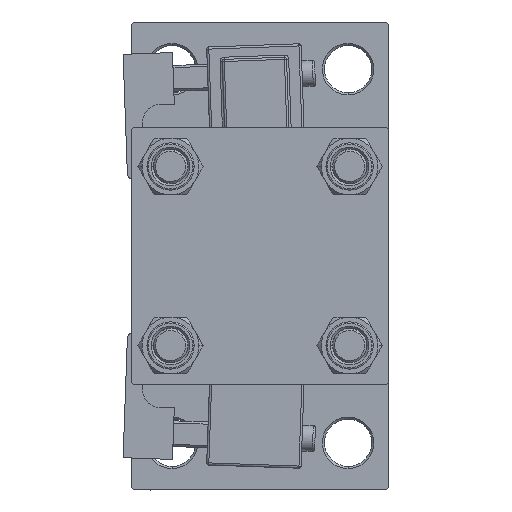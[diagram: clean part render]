
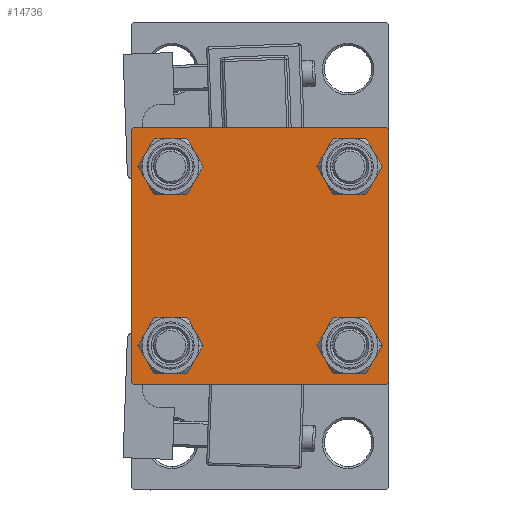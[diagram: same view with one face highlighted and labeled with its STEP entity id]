
A CAD part, left-side view. The second image highlights one B-rep face of the part: STEP entity #14736.
In plain terms, the highlighted planar face has unit normal (-1, 0, 0).
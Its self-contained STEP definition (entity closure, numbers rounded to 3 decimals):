
#756 = ORIENTED_EDGE ( 'NONE', *, *, #4970, .T. ) ;
#914 = EDGE_LOOP ( 'NONE', ( #12942, #27619, #7846, #18111, #40754, #1793, #17370, #10853 ) ) ;
#1242 = AXIS2_PLACEMENT_3D ( 'NONE', #30445, #18386, #49544 ) ;
#1793 = ORIENTED_EDGE ( 'NONE', *, *, #29318, .T. ) ;
#1819 = CARTESIAN_POINT ( 'NONE',  ( 0., -29.75, 29.75 ) ) ;
#1971 = DIRECTION ( 'NONE',  ( 1., 0., 0. ) ) ;
#2272 = VECTOR ( 'NONE', #11043, 1000. ) ;
#2283 = VERTEX_POINT ( 'NONE', #47359 ) ;
#2792 = CARTESIAN_POINT ( 'NONE',  ( 0., 30., -29.5 ) ) ;
#3014 = CARTESIAN_POINT ( 'NONE',  ( 0., 29.75, -29.75 ) ) ;
#3486 = CARTESIAN_POINT ( 'NONE',  ( 0., 30., -30. ) ) ;
#3828 = CARTESIAN_POINT ( 'NONE',  ( 0., 20.85, 16.35 ) ) ;
#4181 = CIRCLE ( 'NONE', #21070, 4.5 ) ;
#4190 = LINE ( 'NONE', #15772, #33027 ) ;
#4853 = EDGE_CURVE ( 'NONE', #8158, #6204, #41236, .T. ) ;
#4970 = EDGE_CURVE ( 'NONE', #28481, #39108, #30881, .T. ) ;
#5424 = CARTESIAN_POINT ( 'NONE',  ( 0., -30., -29.5 ) ) ;
#5590 = ORIENTED_EDGE ( 'NONE', *, *, #24818, .T. ) ;
#5929 = CARTESIAN_POINT ( 'NONE',  ( 0., -30., 29.5 ) ) ;
#6008 = DIRECTION ( 'NONE',  ( 0., 0., -1. ) ) ;
#6204 = VERTEX_POINT ( 'NONE', #18620 ) ;
#6238 = DIRECTION ( 'NONE',  ( 1., 0., 0. ) ) ;
#6909 = FACE_BOUND ( 'NONE', #29195, .T. ) ;
#6987 = DIRECTION ( 'NONE',  ( 0., 0., 1. ) ) ;
#7364 = CARTESIAN_POINT ( 'NONE',  ( 0., 30., 30. ) ) ;
#7745 = VERTEX_POINT ( 'NONE', #31550 ) ;
#7846 = ORIENTED_EDGE ( 'NONE', *, *, #34461, .T. ) ;
#8141 = EDGE_CURVE ( 'NONE', #39108, #28481, #48621, .T. ) ;
#8158 = VERTEX_POINT ( 'NONE', #2792 ) ;
#9925 = VERTEX_POINT ( 'NONE', #32126 ) ;
#10545 = DIRECTION ( 'NONE',  ( 0., 0., 1. ) ) ;
#10853 = ORIENTED_EDGE ( 'NONE', *, *, #42203, .T. ) ;
#11043 = DIRECTION ( 'NONE',  ( 0., -1., 0. ) ) ;
#11176 = VERTEX_POINT ( 'NONE', #19097 ) ;
#12390 = VERTEX_POINT ( 'NONE', #21889 ) ;
#12942 = ORIENTED_EDGE ( 'NONE', *, *, #18516, .T. ) ;
#12956 = DIRECTION ( 'NONE',  ( 0., -1., 0. ) ) ;
#14115 = ORIENTED_EDGE ( 'NONE', *, *, #18148, .T. ) ;
#14736 = ADVANCED_FACE ( 'NONE', ( #45369, #41347, #34298, #6909, #18722 ), #26255, .T. ) ;
#15249 = VERTEX_POINT ( 'NONE', #35162 ) ;
#15353 = AXIS2_PLACEMENT_3D ( 'NONE', #24778, #16243, #43394 ) ;
#15745 = VECTOR ( 'NONE', #39802, 1000. ) ;
#15755 = EDGE_CURVE ( 'NONE', #41452, #38487, #19377, .T. ) ;
#15772 = CARTESIAN_POINT ( 'NONE',  ( 0., 29.75, 29.75 ) ) ;
#16243 = DIRECTION ( 'NONE',  ( 1., 0., 0. ) ) ;
#16438 = EDGE_CURVE ( 'NONE', #27902, #27037, #46489, .T. ) ;
#16908 = EDGE_CURVE ( 'NONE', #46015, #7745, #43489, .T. ) ;
#17239 = EDGE_CURVE ( 'NONE', #7745, #46015, #47492, .T. ) ;
#17323 = CARTESIAN_POINT ( 'NONE',  ( 0., -30., 30. ) ) ;
#17370 = ORIENTED_EDGE ( 'NONE', *, *, #34769, .F. ) ;
#17581 = VECTOR ( 'NONE', #28683, 1000. ) ;
#17755 = ORIENTED_EDGE ( 'NONE', *, *, #8141, .T. ) ;
#18111 = ORIENTED_EDGE ( 'NONE', *, *, #36241, .T. ) ;
#18148 = EDGE_CURVE ( 'NONE', #38487, #41452, #4181, .T. ) ;
#18386 = DIRECTION ( 'NONE',  ( 1., 0., 0. ) ) ;
#18516 = EDGE_CURVE ( 'NONE', #12390, #8158, #41805, .T. ) ;
#18620 = CARTESIAN_POINT ( 'NONE',  ( 0., 29.5, -30. ) ) ;
#18722 = FACE_OUTER_BOUND ( 'NONE', #914, .T. ) ;
#18897 = VERTEX_POINT ( 'NONE', #46501 ) ;
#19097 = CARTESIAN_POINT ( 'NONE',  ( 0., -29.5, -30. ) ) ;
#19377 = CIRCLE ( 'NONE', #15353, 4.5 ) ;
#19448 = AXIS2_PLACEMENT_3D ( 'NONE', #45195, #34372, #6987 ) ;
#20273 = VECTOR ( 'NONE', #22698, 1000. ) ;
#20428 = CARTESIAN_POINT ( 'NONE',  ( 0., -20.85, -25.35 ) ) ;
#21070 = AXIS2_PLACEMENT_3D ( 'NONE', #22508, #1971, #38085 ) ;
#21576 = CARTESIAN_POINT ( 'NONE',  ( 0., -20.85, 20.85 ) ) ;
#21889 = CARTESIAN_POINT ( 'NONE',  ( 0., 30., 29.5 ) ) ;
#22290 = ORIENTED_EDGE ( 'NONE', *, *, #15755, .T. ) ;
#22508 = CARTESIAN_POINT ( 'NONE',  ( 0., -20.85, -20.85 ) ) ;
#22588 = CARTESIAN_POINT ( 'NONE',  ( 0., 20.85, 25.35 ) ) ;
#22698 = DIRECTION ( 'NONE',  ( 0., 0., -1. ) ) ;
#23430 = VECTOR ( 'NONE', #6008, 1000. ) ;
#23483 = CARTESIAN_POINT ( 'NONE',  ( 0., -20.85, 20.85 ) ) ;
#23547 = DIRECTION ( 'NONE',  ( 0., 0.707, -0.707 ) ) ;
#24650 = CARTESIAN_POINT ( 'NONE',  ( 0., -29.75, -29.75 ) ) ;
#24778 = CARTESIAN_POINT ( 'NONE',  ( 0., -20.85, -20.85 ) ) ;
#24818 = EDGE_CURVE ( 'NONE', #9925, #15249, #38971, .T. ) ;
#25683 = CARTESIAN_POINT ( 'NONE',  ( 0., -20.85, 16.35 ) ) ;
#26255 = PLANE ( 'NONE',  #42596 ) ;
#27037 = VERTEX_POINT ( 'NONE', #5424 ) ;
#27400 = EDGE_LOOP ( 'NONE', ( #35431, #46813 ) ) ;
#27582 = EDGE_LOOP ( 'NONE', ( #22290, #14115 ) ) ;
#27619 = ORIENTED_EDGE ( 'NONE', *, *, #4853, .T. ) ;
#27902 = VERTEX_POINT ( 'NONE', #5929 ) ;
#28481 = VERTEX_POINT ( 'NONE', #3828 ) ;
#28683 = DIRECTION ( 'NONE',  ( 0., -0.707, 0.707 ) ) ;
#29195 = EDGE_LOOP ( 'NONE', ( #17755, #756 ) ) ;
#29318 = EDGE_CURVE ( 'NONE', #27902, #18897, #32017, .T. ) ;
#30445 = CARTESIAN_POINT ( 'NONE',  ( 0., 20.85, 20.85 ) ) ;
#30664 = CARTESIAN_POINT ( 'NONE',  ( 0., 20.85, 20.85 ) ) ;
#30709 = EDGE_LOOP ( 'NONE', ( #46085, #5590 ) ) ;
#30881 = CIRCLE ( 'NONE', #46120, 4.5 ) ;
#31550 = CARTESIAN_POINT ( 'NONE',  ( 0., -20.85, 25.35 ) ) ;
#32017 = LINE ( 'NONE', #1819, #15745 ) ;
#32126 = CARTESIAN_POINT ( 'NONE',  ( 0., 20.85, -25.35 ) ) ;
#32690 = DIRECTION ( 'NONE',  ( 1., 0., 0. ) ) ;
#33027 = VECTOR ( 'NONE', #23547, 1000. ) ;
#34064 = VECTOR ( 'NONE', #45513, 1000. ) ;
#34168 = LINE ( 'NONE', #3486, #2272 ) ;
#34298 = FACE_BOUND ( 'NONE', #30709, .T. ) ;
#34372 = DIRECTION ( 'NONE',  ( 1., 0., 0. ) ) ;
#34461 = EDGE_CURVE ( 'NONE', #6204, #11176, #34168, .T. ) ;
#34769 = EDGE_CURVE ( 'NONE', #2283, #18897, #47622, .T. ) ;
#35162 = CARTESIAN_POINT ( 'NONE',  ( 0., 20.85, -16.35 ) ) ;
#35412 = DIRECTION ( 'NONE',  ( 0., 0., 1. ) ) ;
#35431 = ORIENTED_EDGE ( 'NONE', *, *, #17239, .T. ) ;
#35979 = VECTOR ( 'NONE', #12956, 1000. ) ;
#36241 = EDGE_CURVE ( 'NONE', #11176, #27037, #36466, .T. ) ;
#36466 = LINE ( 'NONE', #24650, #17581 ) ;
#37055 = AXIS2_PLACEMENT_3D ( 'NONE', #23483, #38821, #49636 ) ;
#37141 = DIRECTION ( 'NONE',  ( 0., 0., 1. ) ) ;
#37577 = CARTESIAN_POINT ( 'NONE',  ( 0., 0., 0. ) ) ;
#38063 = DIRECTION ( 'NONE',  ( 0., 0., 1. ) ) ;
#38085 = DIRECTION ( 'NONE',  ( 0., 0., 1. ) ) ;
#38487 = VERTEX_POINT ( 'NONE', #20428 ) ;
#38821 = DIRECTION ( 'NONE',  ( 1., 0., 0. ) ) ;
#38971 = CIRCLE ( 'NONE', #41377, 4.5 ) ;
#39108 = VERTEX_POINT ( 'NONE', #22588 ) ;
#39802 = DIRECTION ( 'NONE',  ( 0., 0.707, 0.707 ) ) ;
#40367 = CARTESIAN_POINT ( 'NONE',  ( 0., -20.85, -16.35 ) ) ;
#40723 = CARTESIAN_POINT ( 'NONE',  ( 0., 20.85, -20.85 ) ) ;
#40754 = ORIENTED_EDGE ( 'NONE', *, *, #16438, .F. ) ;
#41236 = LINE ( 'NONE', #3014, #34064 ) ;
#41347 = FACE_BOUND ( 'NONE', #27582, .T. ) ;
#41377 = AXIS2_PLACEMENT_3D ( 'NONE', #40723, #32690, #10545 ) ;
#41452 = VERTEX_POINT ( 'NONE', #40367 ) ;
#41596 = DIRECTION ( 'NONE',  ( -1., 0., 0. ) ) ;
#41805 = LINE ( 'NONE', #7364, #20273 ) ;
#42203 = EDGE_CURVE ( 'NONE', #2283, #12390, #4190, .T. ) ;
#42596 = AXIS2_PLACEMENT_3D ( 'NONE', #37577, #41596, #38063 ) ;
#42663 = AXIS2_PLACEMENT_3D ( 'NONE', #21576, #6238, #37141 ) ;
#43394 = DIRECTION ( 'NONE',  ( 0., 0., 1. ) ) ;
#43489 = CIRCLE ( 'NONE', #42663, 4.5 ) ;
#43876 = CARTESIAN_POINT ( 'NONE',  ( 0., 30., 30. ) ) ;
#45195 = CARTESIAN_POINT ( 'NONE',  ( 0., 20.85, -20.85 ) ) ;
#45369 = FACE_BOUND ( 'NONE', #27400, .T. ) ;
#45513 = DIRECTION ( 'NONE',  ( 0., -0.707, -0.707 ) ) ;
#45995 = DIRECTION ( 'NONE',  ( 1., 0., 0. ) ) ;
#46015 = VERTEX_POINT ( 'NONE', #25683 ) ;
#46085 = ORIENTED_EDGE ( 'NONE', *, *, #47633, .T. ) ;
#46120 = AXIS2_PLACEMENT_3D ( 'NONE', #30664, #45995, #35412 ) ;
#46489 = LINE ( 'NONE', #17323, #23430 ) ;
#46501 = CARTESIAN_POINT ( 'NONE',  ( 0., -29.5, 30. ) ) ;
#46813 = ORIENTED_EDGE ( 'NONE', *, *, #16908, .T. ) ;
#47359 = CARTESIAN_POINT ( 'NONE',  ( 0., 29.5, 30. ) ) ;
#47492 = CIRCLE ( 'NONE', #37055, 4.5 ) ;
#47622 = LINE ( 'NONE', #43876, #35979 ) ;
#47633 = EDGE_CURVE ( 'NONE', #15249, #9925, #48329, .T. ) ;
#48329 = CIRCLE ( 'NONE', #19448, 4.5 ) ;
#48621 = CIRCLE ( 'NONE', #1242, 4.5 ) ;
#49544 = DIRECTION ( 'NONE',  ( 0., 0., 1. ) ) ;
#49636 = DIRECTION ( 'NONE',  ( 0., 0., 1. ) ) ;
